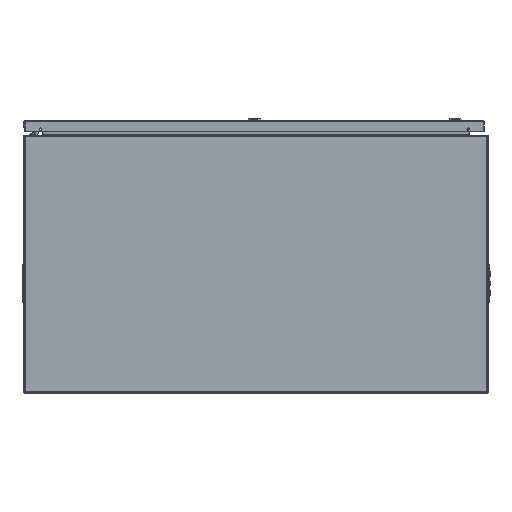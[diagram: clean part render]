
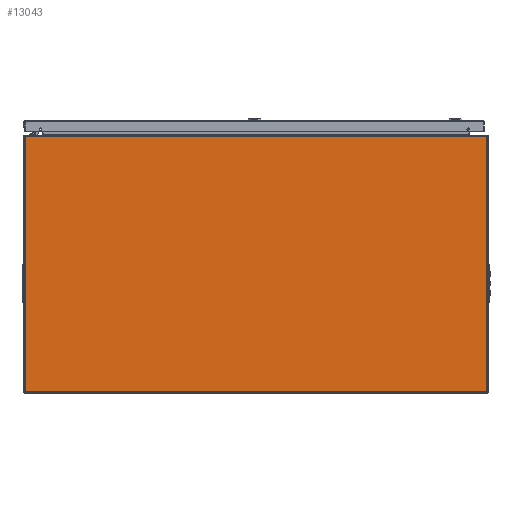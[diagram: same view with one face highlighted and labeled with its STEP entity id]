
A CAD part, front view. The second image highlights one B-rep face of the part: STEP entity #13043.
In plain terms, the highlighted planar face has unit normal (0, -1, 0).
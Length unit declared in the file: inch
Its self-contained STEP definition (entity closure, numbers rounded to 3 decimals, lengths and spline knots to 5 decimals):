
#112 = FACE_OUTER_BOUND ( 'NONE', #21875, .T. ) ;
#3326 = ORIENTED_EDGE ( 'NONE', *, *, #71241, .F. ) ;
#7247 = DIRECTION ( 'NONE',  ( -1., 0., 0. ) ) ;
#8742 = VERTEX_POINT ( 'NONE', #46610 ) ;
#12615 = LINE ( 'NONE', #61599, #68207 ) ;
#13043 = ADVANCED_FACE ( 'NONE', ( #112 ), #27743, .F. ) ;
#15663 = ORIENTED_EDGE ( 'NONE', *, *, #36464, .F. ) ;
#18427 = CARTESIAN_POINT ( 'NONE',  ( -18., -30., 9.88189 ) ) ;
#21112 = CARTESIAN_POINT ( 'NONE',  ( 17.88189, -30., 9.88189 ) ) ;
#21875 = EDGE_LOOP ( 'NONE', ( #74509, #15663, #58830, #3326 ) ) ;
#25782 = LINE ( 'NONE', #53454, #27520 ) ;
#27520 = VECTOR ( 'NONE', #74281, 39.37008 ) ;
#27743 = PLANE ( 'NONE',  #71768 ) ;
#33055 = CARTESIAN_POINT ( 'NONE',  ( -17.88189, -30., -9.88189 ) ) ;
#34874 = CARTESIAN_POINT ( 'NONE',  ( -18., -30., -9.88189 ) ) ;
#36464 = EDGE_CURVE ( 'NONE', #61743, #48808, #67849, .T. ) ;
#37917 = CARTESIAN_POINT ( 'NONE',  ( -17.88189, -30., 9.88189 ) ) ;
#38865 = VERTEX_POINT ( 'NONE', #33055 ) ;
#42135 = LINE ( 'NONE', #34874, #79073 ) ;
#45240 = EDGE_CURVE ( 'NONE', #48808, #8742, #25782, .T. ) ;
#46610 = CARTESIAN_POINT ( 'NONE',  ( 17.88189, -30., -9.88189 ) ) ;
#48808 = VERTEX_POINT ( 'NONE', #21112 ) ;
#52530 = DIRECTION ( 'NONE',  ( 0., 1., 0. ) ) ;
#53454 = CARTESIAN_POINT ( 'NONE',  ( 17.88189, -30., 10. ) ) ;
#54244 = DIRECTION ( 'NONE',  ( 1., 0., 0. ) ) ;
#58456 = CARTESIAN_POINT ( 'NONE',  ( -18., -30., 10. ) ) ;
#58830 = ORIENTED_EDGE ( 'NONE', *, *, #78371, .F. ) ;
#61599 = CARTESIAN_POINT ( 'NONE',  ( -17.88189, -30., 10. ) ) ;
#61743 = VERTEX_POINT ( 'NONE', #37917 ) ;
#62466 = DIRECTION ( 'NONE',  ( 0., 0., 1. ) ) ;
#66969 = VECTOR ( 'NONE', #54244, 39.37008 ) ;
#67849 = LINE ( 'NONE', #18427, #66969 ) ;
#68207 = VECTOR ( 'NONE', #76490, 39.37008 ) ;
#71241 = EDGE_CURVE ( 'NONE', #8742, #38865, #42135, .T. ) ;
#71768 = AXIS2_PLACEMENT_3D ( 'NONE', #58456, #52530, #62466 ) ;
#74281 = DIRECTION ( 'NONE',  ( 0., 0., -1. ) ) ;
#74509 = ORIENTED_EDGE ( 'NONE', *, *, #45240, .F. ) ;
#76490 = DIRECTION ( 'NONE',  ( 0., 0., 1. ) ) ;
#78371 = EDGE_CURVE ( 'NONE', #38865, #61743, #12615, .T. ) ;
#79073 = VECTOR ( 'NONE', #7247, 39.37008 ) ;
